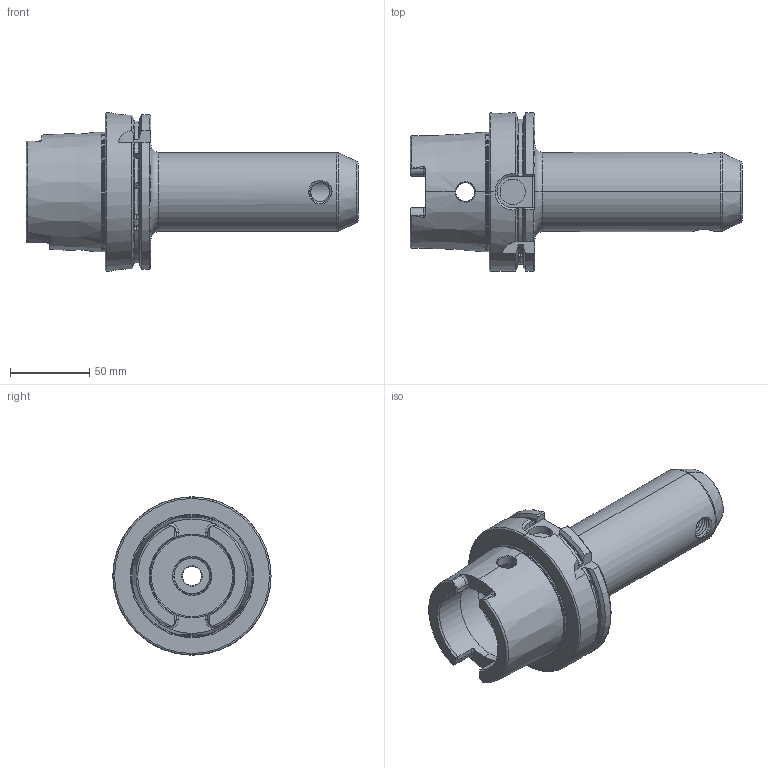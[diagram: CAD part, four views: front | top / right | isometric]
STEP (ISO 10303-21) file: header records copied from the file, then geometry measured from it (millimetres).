
FILE_DESCRIPTION (( 'STEP AP203' ), '1' );
FILE_NAME ('A100.04.18.2.STEP', '2016-10-06T08:09:58', ( '' ), ( '' ), 'SwSTEP 2.0', 'SolidWorks 2012', '' );
FILE_SCHEMA (( 'CONFIG_CONTROL_DESIGN' ));
Length unit declared in the file: millimetre
Products named in the file (1): A100.04.18.2
Bounding box: 210 x 100 x 100 mm (x, y, z)
Volume: 479101.7 mm3; surface area: 77541 mm2
Topology: 1 solids, 1 shells, 239 faces, 648 edges, 409 vertices
Faces by surface type: cylinder 95, plane 47, torus 37, cone 34, bspline 24, sphere 2
Entity records: 26013 total; most frequent: CARTESIAN_POINT 20488, ORIENTED_EDGE 1276, DIRECTION 987, EDGE_CURVE 638, VERTEX_POINT 409, AXIS2_PLACEMENT_3D 403, EDGE_LOOP 255, FACE_OUTER_BOUND 239
